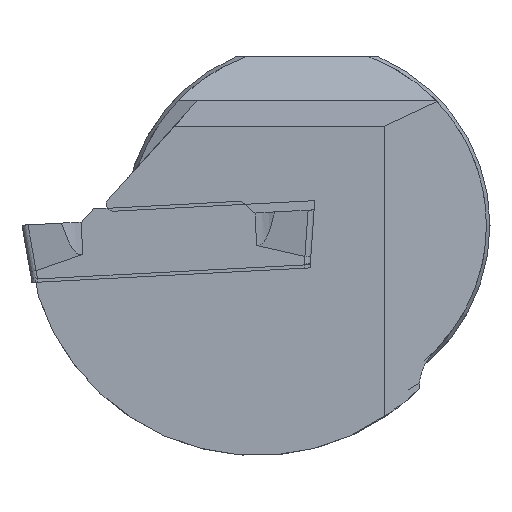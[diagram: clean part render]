
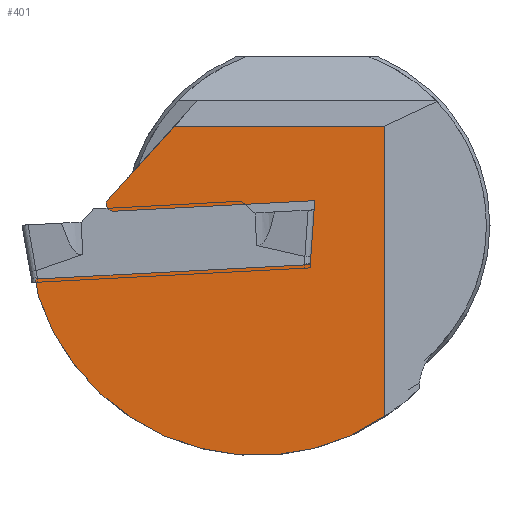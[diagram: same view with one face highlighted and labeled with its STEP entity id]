
A CAD part, left-side view. The second image highlights one B-rep face of the part: STEP entity #401.
In plain terms, the highlighted planar face has unit normal (-1, 0, 0).
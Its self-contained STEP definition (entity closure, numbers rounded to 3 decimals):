
#401=ADVANCED_FACE('',(#504),#449,.T.);
#449=PLANE('',#1505);
#504=FACE_OUTER_BOUND('',#567,.T.);
#567=EDGE_LOOP('',(#993,#994,#995,#996,#997,#998,#999,#1000,#1001,#1002));
#657=LINE('',#2099,#756);
#660=LINE('',#2110,#759);
#661=LINE('',#2112,#760);
#662=LINE('',#2116,#761);
#663=LINE('',#2118,#762);
#664=LINE('',#2120,#763);
#665=LINE('',#2124,#764);
#666=LINE('',#2126,#765);
#756=VECTOR('',#1762,1.);
#759=VECTOR('',#1773,1.);
#760=VECTOR('',#1774,1.);
#761=VECTOR('',#1777,1.);
#762=VECTOR('',#1778,1.);
#763=VECTOR('',#1779,1.);
#764=VECTOR('',#1782,1.);
#765=VECTOR('',#1783,1.);
#993=ORIENTED_EDGE('',*,*,#1340,.T.);
#994=ORIENTED_EDGE('',*,*,#1335,.F.);
#995=ORIENTED_EDGE('',*,*,#1341,.F.);
#996=ORIENTED_EDGE('',*,*,#1342,.T.);
#997=ORIENTED_EDGE('',*,*,#1343,.F.);
#998=ORIENTED_EDGE('',*,*,#1344,.F.);
#999=ORIENTED_EDGE('',*,*,#1345,.F.);
#1000=ORIENTED_EDGE('',*,*,#1346,.T.);
#1001=ORIENTED_EDGE('',*,*,#1347,.T.);
#1002=ORIENTED_EDGE('',*,*,#1348,.T.);
#1191=VERTEX_POINT('',#2096);
#1192=VERTEX_POINT('',#2098);
#1197=VERTEX_POINT('',#2111);
#1198=VERTEX_POINT('',#2113);
#1199=VERTEX_POINT('',#2115);
#1200=VERTEX_POINT('',#2117);
#1201=VERTEX_POINT('',#2119);
#1202=VERTEX_POINT('',#2121);
#1203=VERTEX_POINT('',#2123);
#1204=VERTEX_POINT('',#2125);
#1335=EDGE_CURVE('',#1192,#1191,#657,.T.);
#1340=EDGE_CURVE('',#1197,#1191,#660,.T.);
#1341=EDGE_CURVE('',#1198,#1192,#661,.T.);
#1342=EDGE_CURVE('',#1198,#1199,#1412,.T.);
#1343=EDGE_CURVE('',#1200,#1199,#662,.T.);
#1344=EDGE_CURVE('',#1201,#1200,#663,.T.);
#1345=EDGE_CURVE('',#1202,#1201,#664,.T.);
#1346=EDGE_CURVE('',#1202,#1203,#1413,.T.);
#1347=EDGE_CURVE('',#1203,#1204,#665,.T.);
#1348=EDGE_CURVE('',#1204,#1197,#666,.T.);
#1412=CIRCLE('',#1503,15.75);
#1413=CIRCLE('',#1504,0.5);
#1503=AXIS2_PLACEMENT_3D('',#2114,#1775,#1776);
#1504=AXIS2_PLACEMENT_3D('',#2122,#1780,#1781);
#1505=AXIS2_PLACEMENT_3D('',#2127,#1784,#1785);
#1762=DIRECTION('',(0.,-0.669,0.743));
#1773=DIRECTION('',(0.,0.999,-0.052));
#1774=DIRECTION('',(0.,0.174,0.985));
#1775=DIRECTION('',(-1.,0.,0.));
#1776=DIRECTION('',(0.,0.,1.));
#1777=DIRECTION('',(0.,0.,-1.));
#1778=DIRECTION('',(0.,-1.,0.));
#1779=DIRECTION('',(0.,-0.669,0.743));
#1780=DIRECTION('',(-1.,0.,0.));
#1781=DIRECTION('',(0.,0.,1.));
#1782=DIRECTION('',(0.,-0.999,0.052));
#1783=DIRECTION('',(0.,0.07,-0.998));
#1784=DIRECTION('',(-1.,0.,0.));
#1785=DIRECTION('',(0.,0.,1.));
#2096=CARTESIAN_POINT('',(0.3,18.481,-3.677));
#2098=CARTESIAN_POINT('',(0.3,18.568,-3.773));
#2099=CARTESIAN_POINT('',(0.3,-0.353,17.24));
#2110=CARTESIAN_POINT('',(0.3,-19.588,-1.682));
#2111=CARTESIAN_POINT('',(0.3,-0.211,-2.697));
#2112=CARTESIAN_POINT('',(0.3,18.065,-6.624));
#2113=CARTESIAN_POINT('',(0.3,18.37,-4.896));
#2114=CARTESIAN_POINT('',(0.3,3.4,0.));
#2115=CARTESIAN_POINT('',(0.3,-5.3,-13.129));
#2116=CARTESIAN_POINT('',(0.3,-5.3,0.));
#2117=CARTESIAN_POINT('',(0.3,-5.3,6.775));
#2118=CARTESIAN_POINT('',(0.3,-19.5,6.775));
#2119=CARTESIAN_POINT('',(0.3,9.071,6.775));
#2120=CARTESIAN_POINT('',(0.3,-0.353,17.24));
#2121=CARTESIAN_POINT('',(0.3,13.736,1.593));
#2122=CARTESIAN_POINT('',(0.3,13.256,1.454));
#2123=CARTESIAN_POINT('',(0.3,13.23,0.954));
#2124=CARTESIAN_POINT('',(0.3,-19.36,2.662));
#2125=CARTESIAN_POINT('',(0.3,-0.517,1.675));
#2126=CARTESIAN_POINT('',(0.3,-0.492,1.329));
#2127=CARTESIAN_POINT('',(0.3,-19.5,0.));
